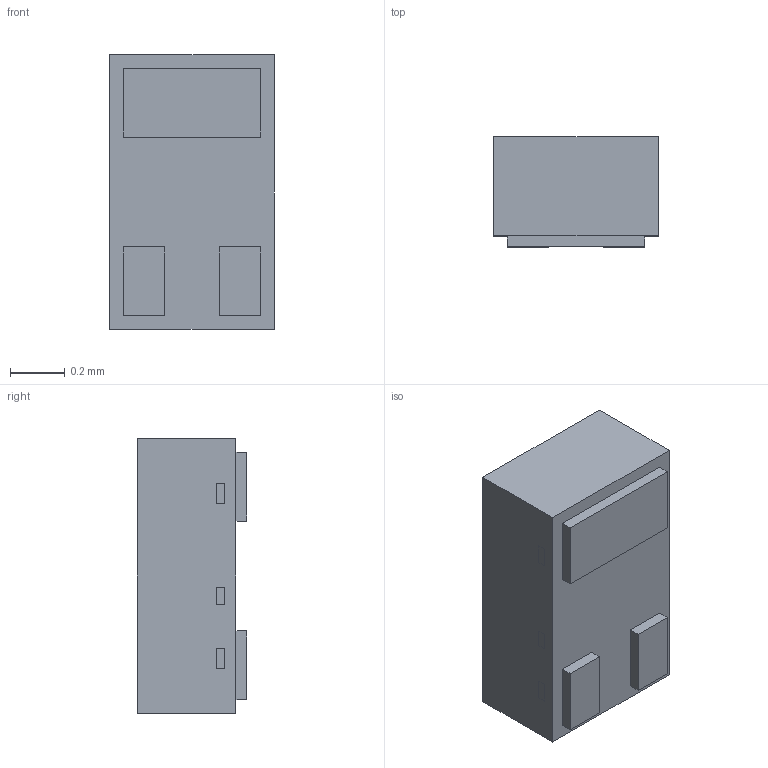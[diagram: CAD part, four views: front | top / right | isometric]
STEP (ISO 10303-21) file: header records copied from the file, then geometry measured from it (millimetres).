
FILE_DESCRIPTION (( 'STEP AP214' ), '1' );
FILE_NAME ('SOT883B.STEP', '2020-09-18T19:43:49', ( '' ), ( '' ), 'SwSTEP 2.0', 'SolidWorks 2017', '' );
FILE_SCHEMA (( 'AUTOMOTIVE_DESIGN' ));
Length unit declared in the file: millimetre
Products named in the file (1): SOT883B
Bounding box: 0.6 x 0.4 x 1 mm (x, y, z)
Volume: 0.2 mm3; surface area: 2.9 mm2
Topology: 10 solids, 10 shells, 90 faces, 192 edges, 128 vertices
Faces by surface type: plane 90
Entity records: 2491 total; most frequent: CARTESIAN_POINT 411, ORIENTED_EDGE 384, DIRECTION 374, EDGE_CURVE 192, VECTOR 192, LINE 192, VERTEX_POINT 128, EDGE_LOOP 96
